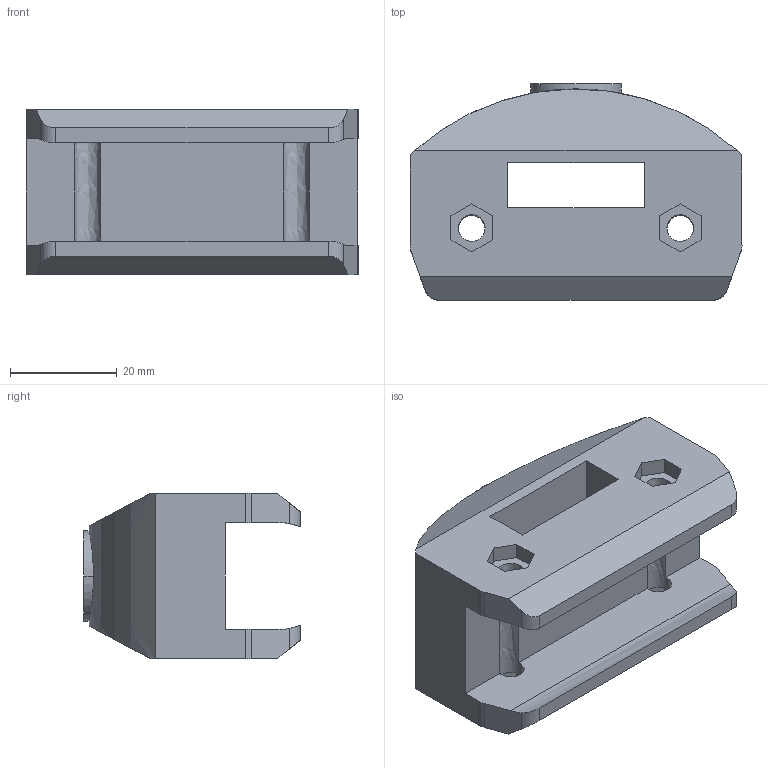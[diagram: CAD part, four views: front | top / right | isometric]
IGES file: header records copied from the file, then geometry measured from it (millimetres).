
Start section:  PTC IGES file: s023763151.igs
Global section: file name: s023763151.igs; native system: Pro/ENGINEER by Parametric Technology Corporation; preprocessor: 2005310; author: Andrea.Castagnoli; organization: Unknown; date: 070221.173345; units: millimetre
Bounding box: 62.09 x 40.5 x 31 mm (x, y, z)
Volume: 38995.4 mm3; surface area: 13029.5 mm2
Topology: 1 solids, 1 shells, 73 faces, 214 edges, 144 vertices
Faces by surface type: bspline 52, revolution 21
